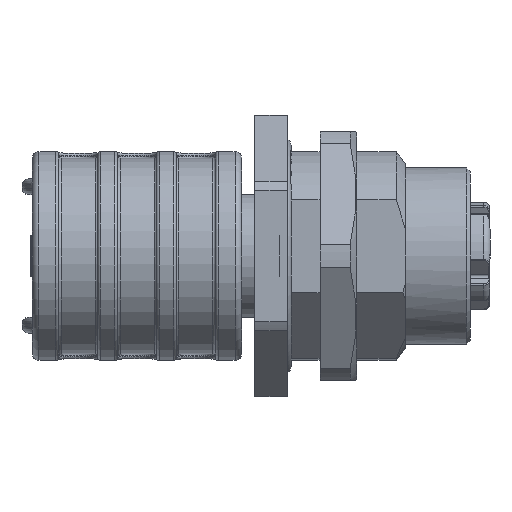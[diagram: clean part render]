
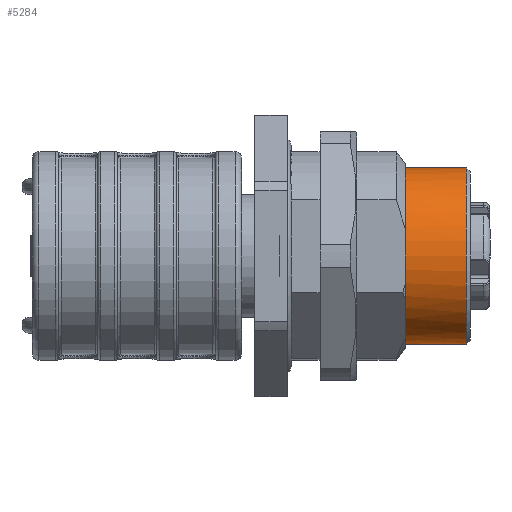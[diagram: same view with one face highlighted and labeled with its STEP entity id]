
A CAD part, front view. The second image highlights one B-rep face of the part: STEP entity #5284.
In plain terms, the highlighted cylindrical face has radius 6.75 mm (diameter 13.5 mm), a full revolution.
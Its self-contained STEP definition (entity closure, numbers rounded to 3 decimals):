
#5284=ADVANCED_FACE('',(#5775,#5776),#5665,.T.);
#5665=CYLINDRICAL_SURFACE('',#17826,6.75);
#5775=FACE_BOUND('',#6714,.T.);
#5776=FACE_BOUND('',#6715,.T.);
#6714=EDGE_LOOP('',(#11245,#11246,#11247,#11248));
#6715=EDGE_LOOP('',(#11249));
#11245=ORIENTED_EDGE('',*,*,#15230,.F.);
#11246=ORIENTED_EDGE('',*,*,#15231,.F.);
#11247=ORIENTED_EDGE('',*,*,#15232,.F.);
#11248=ORIENTED_EDGE('',*,*,#15233,.F.);
#11249=ORIENTED_EDGE('',*,*,#15229,.T.);
#12907=VERTEX_POINT('',#28937);
#12908=VERTEX_POINT('',#28940);
#12909=VERTEX_POINT('',#28941);
#12910=VERTEX_POINT('',#28943);
#12911=VERTEX_POINT('',#28945);
#15229=EDGE_CURVE('',#12907,#12907,#16132,.T.);
#15230=EDGE_CURVE('',#12908,#12909,#16133,.T.);
#15231=EDGE_CURVE('',#12910,#12908,#16134,.T.);
#15232=EDGE_CURVE('',#12911,#12910,#16135,.T.);
#15233=EDGE_CURVE('',#12909,#12911,#16136,.T.);
#16132=CIRCLE('',#17820,6.75);
#16133=CIRCLE('',#17822,6.75);
#16134=CIRCLE('',#17823,6.75);
#16135=CIRCLE('',#17824,6.75);
#16136=CIRCLE('',#17825,6.75);
#17820=AXIS2_PLACEMENT_3D('',#28936,#22520,#22521);
#17822=AXIS2_PLACEMENT_3D('',#28939,#22524,#22525);
#17823=AXIS2_PLACEMENT_3D('',#28942,#22526,#22527);
#17824=AXIS2_PLACEMENT_3D('',#28944,#22528,#22529);
#17825=AXIS2_PLACEMENT_3D('',#28946,#22530,#22531);
#17826=AXIS2_PLACEMENT_3D('',#28947,#22532,#22533);
#22520=DIRECTION('',(-1.,0.,0.));
#22521=DIRECTION('',(0.,-1.,0.));
#22524=DIRECTION('',(-1.,0.,0.));
#22525=DIRECTION('',(0.,-1.,0.));
#22526=DIRECTION('',(-1.,0.,0.));
#22527=DIRECTION('',(0.,-1.,0.));
#22528=DIRECTION('',(-1.,0.,0.));
#22529=DIRECTION('',(0.,-1.,0.));
#22530=DIRECTION('',(-1.,0.,0.));
#22531=DIRECTION('',(0.,-1.,0.));
#22532=DIRECTION('',(-1.,0.,0.));
#22533=DIRECTION('',(0.,1.,0.));
#28936=CARTESIAN_POINT('',(66.176,-71.2,-1.024));
#28937=CARTESIAN_POINT('',(66.176,-77.95,-1.024));
#28939=CARTESIAN_POINT('',(61.476,-71.2,-1.024));
#28940=CARTESIAN_POINT('',(61.476,-75.973,-5.797));
#28941=CARTESIAN_POINT('',(61.476,-77.95,-1.024));
#28942=CARTESIAN_POINT('',(61.476,-71.2,-1.024));
#28943=CARTESIAN_POINT('',(61.476,-64.45,-1.024));
#28944=CARTESIAN_POINT('',(61.476,-71.2,-1.024));
#28945=CARTESIAN_POINT('',(61.476,-66.427,3.749));
#28946=CARTESIAN_POINT('',(61.476,-71.2,-1.024));
#28947=CARTESIAN_POINT('',(49.976,-71.2,-1.024));
